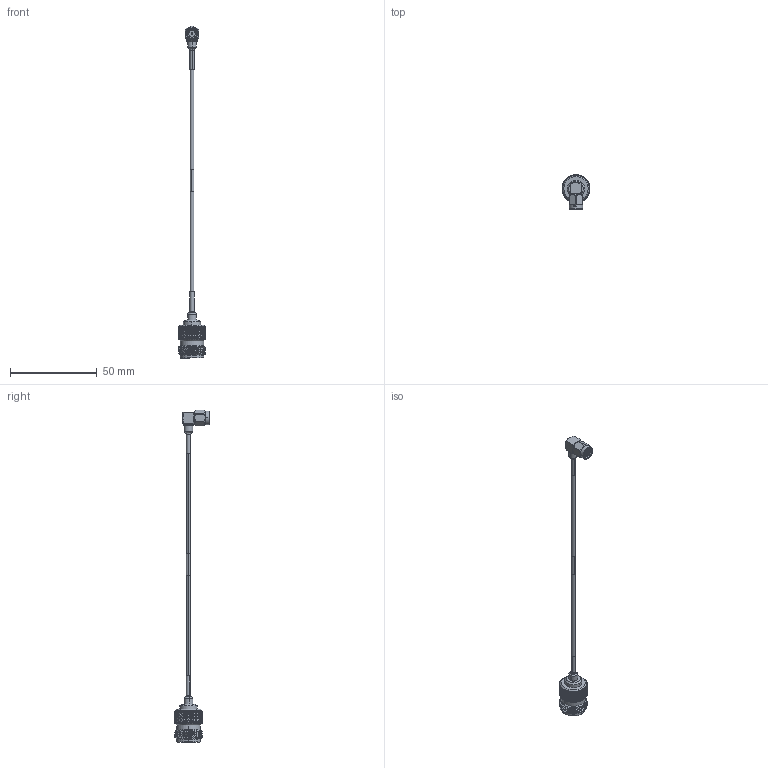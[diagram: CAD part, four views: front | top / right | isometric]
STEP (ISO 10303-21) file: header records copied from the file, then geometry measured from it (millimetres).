
FILE_DESCRIPTION (( 'STEP AP214' ), '1' );
FILE_NAME ('LCCA30545.step', '2020-06-19T21:01:08', ( '' ), ( '' ), 'SwSTEP 2.0', 'SolidWorks 2018', '' );
FILE_SCHEMA (( 'AUTOMOTIVE_DESIGN' ));
Length unit declared in the file: inch
Products named in the file (6): LCCN3044; 1AW01-002_.08 ID; LC085TB (085 FORMABLE); LCCA30545; LCCN3054; LCCN3044_HS
Assembly tree (6 placements, depth 2):
  LCCA30545
    LC085TB (085 FORMABLE)
    1AW01-002_.08 ID
    LCCN3044
    LCCN3044_HS  x2
    LCCN3054
Bounding box: 16 x 20.07 x 190.96 mm (x, y, z)
Volume: 4542.4 mm3; surface area: 4510.1 mm2
Topology: 8 solids, 8 shells, 2567 faces, 5547 edges, 3014 vertices
Faces by surface type: bspline 1810, cylinder 534, plane 173, cone 46, torus 4
Entity records: 97936 total; most frequent: CARTESIAN_POINT 62320, ORIENTED_EDGE 11062, EDGE_CURVE 5531, VERTEX_POINT 3006, DIRECTION 2652, EDGE_LOOP 2583, ADVANCED_FACE 2559, FACE_OUTER_BOUND 2559
